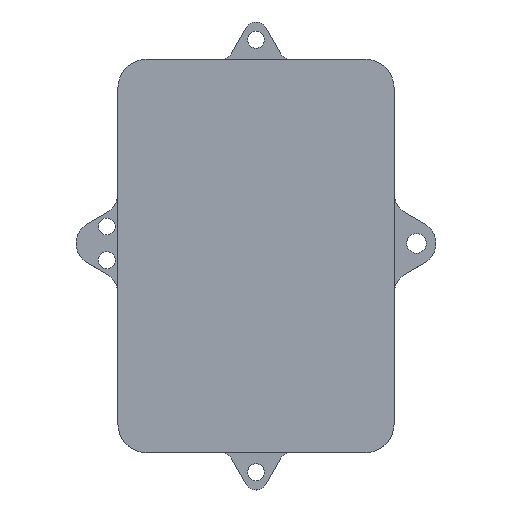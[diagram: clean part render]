
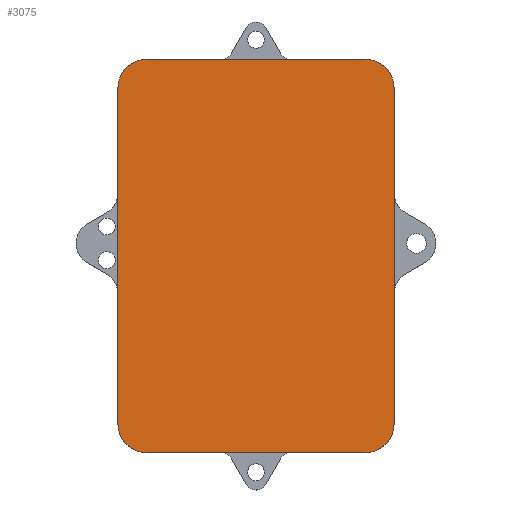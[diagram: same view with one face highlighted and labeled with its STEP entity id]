
A CAD part, top view. The second image highlights one B-rep face of the part: STEP entity #3075.
In plain terms, the highlighted planar face has unit normal (0, 0, 1).
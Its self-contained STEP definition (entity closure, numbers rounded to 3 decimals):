
#35 = FACE_OUTER_BOUND ( 'NONE', #3369, .T. ) ;
#39 = VERTEX_POINT ( 'NONE', #626 ) ;
#47 = LINE ( 'NONE', #1864, #963 ) ;
#58 = CARTESIAN_POINT ( 'NONE',  ( 39.888, 21.455, 6. ) ) ;
#104 = VERTEX_POINT ( 'NONE', #960 ) ;
#124 = VECTOR ( 'NONE', #152, 1000. ) ;
#152 = DIRECTION ( 'NONE',  ( 0., 1., 0. ) ) ;
#175 = EDGE_CURVE ( 'NONE', #3199, #104, #1639, .T. ) ;
#226 = VECTOR ( 'NONE', #2798, 1000. ) ;
#239 = ORIENTED_EDGE ( 'NONE', *, *, #2236, .T. ) ;
#241 = ORIENTED_EDGE ( 'NONE', *, *, #3728, .T. ) ;
#362 = CARTESIAN_POINT ( 'NONE',  ( 0.778, 26.455, 6. ) ) ;
#403 = CIRCLE ( 'NONE', #889, 5. ) ;
#516 = CIRCLE ( 'NONE', #886, 5. ) ;
#520 = AXIS2_PLACEMENT_3D ( 'NONE', #1197, #1790, #2370 ) ;
#566 = DIRECTION ( 'NONE',  ( 0., 0., 1. ) ) ;
#626 = CARTESIAN_POINT ( 'NONE',  ( -4.222, -38.483, 6. ) ) ;
#627 = PLANE ( 'NONE',  #520 ) ;
#692 = DIRECTION ( 'NONE',  ( 0., 0., 1. ) ) ;
#735 = EDGE_CURVE ( 'NONE', #104, #3413, #2863, .T. ) ;
#840 = EDGE_CURVE ( 'NONE', #39, #2097, #2919, .T. ) ;
#865 = DIRECTION ( 'NONE',  ( 1., 0., 0. ) ) ;
#886 = AXIS2_PLACEMENT_3D ( 'NONE', #3544, #924, #865 ) ;
#889 = AXIS2_PLACEMENT_3D ( 'NONE', #2883, #566, #3213 ) ;
#924 = DIRECTION ( 'NONE',  ( 0., 0., 1. ) ) ;
#960 = CARTESIAN_POINT ( 'NONE',  ( 44.888, 21.455, 6. ) ) ;
#963 = VECTOR ( 'NONE', #1211, 1000. ) ;
#1194 = CARTESIAN_POINT ( 'NONE',  ( 39.888, -43.483, 6. ) ) ;
#1197 = CARTESIAN_POINT ( 'NONE',  ( 0.778, -38.483, 6. ) ) ;
#1211 = DIRECTION ( 'NONE',  ( -1., 0., 0. ) ) ;
#1298 = ORIENTED_EDGE ( 'NONE', *, *, #840, .T. ) ;
#1609 = ORIENTED_EDGE ( 'NONE', *, *, #3440, .T. ) ;
#1639 = LINE ( 'NONE', #2145, #124 ) ;
#1731 = DIRECTION ( 'NONE',  ( 0., 0., 1. ) ) ;
#1745 = ORIENTED_EDGE ( 'NONE', *, *, #2930, .T. ) ;
#1790 = DIRECTION ( 'NONE',  ( 0., 0., 1. ) ) ;
#1864 = CARTESIAN_POINT ( 'NONE',  ( 0.778, 26.455, 6. ) ) ;
#2097 = VERTEX_POINT ( 'NONE', #2967 ) ;
#2145 = CARTESIAN_POINT ( 'NONE',  ( 44.888, -15.192, 6. ) ) ;
#2175 = ORIENTED_EDGE ( 'NONE', *, *, #175, .T. ) ;
#2202 = ORIENTED_EDGE ( 'NONE', *, *, #735, .T. ) ;
#2236 = EDGE_CURVE ( 'NONE', #3166, #3199, #516, .T. ) ;
#2286 = CARTESIAN_POINT ( 'NONE',  ( 39.888, 26.455, 6. ) ) ;
#2370 = DIRECTION ( 'NONE',  ( 1., 0., 0. ) ) ;
#2501 = AXIS2_PLACEMENT_3D ( 'NONE', #58, #692, #3007 ) ;
#2567 = CARTESIAN_POINT ( 'NONE',  ( -4.222, 2.664, 6. ) ) ;
#2708 = VERTEX_POINT ( 'NONE', #362 ) ;
#2798 = DIRECTION ( 'NONE',  ( 0., -1., 0. ) ) ;
#2836 = CARTESIAN_POINT ( 'NONE',  ( 0.778, -38.483, 6. ) ) ;
#2863 = CIRCLE ( 'NONE', #2501, 5. ) ;
#2883 = CARTESIAN_POINT ( 'NONE',  ( 0.778, 21.455, 6. ) ) ;
#2900 = CARTESIAN_POINT ( 'NONE',  ( -4.222, 21.455, 6. ) ) ;
#2919 = CIRCLE ( 'NONE', #3355, 5. ) ;
#2930 = EDGE_CURVE ( 'NONE', #3494, #39, #3679, .T. ) ;
#2967 = CARTESIAN_POINT ( 'NONE',  ( 0.778, -43.483, 6. ) ) ;
#3007 = DIRECTION ( 'NONE',  ( 1., 0., 0. ) ) ;
#3052 = EDGE_CURVE ( 'NONE', #2708, #3494, #403, .T. ) ;
#3060 = CARTESIAN_POINT ( 'NONE',  ( 44.888, -38.483, 6. ) ) ;
#3075 = ADVANCED_FACE ( 'NONE', ( #35 ), #627, .T. ) ;
#3124 = DIRECTION ( 'NONE',  ( 1., 0., 0. ) ) ;
#3166 = VERTEX_POINT ( 'NONE', #3348 ) ;
#3185 = ORIENTED_EDGE ( 'NONE', *, *, #3052, .T. ) ;
#3199 = VERTEX_POINT ( 'NONE', #3060 ) ;
#3213 = DIRECTION ( 'NONE',  ( 1., 0., 0. ) ) ;
#3243 = DIRECTION ( 'NONE',  ( 1., 0., 0. ) ) ;
#3266 = VECTOR ( 'NONE', #3243, 1000. ) ;
#3348 = CARTESIAN_POINT ( 'NONE',  ( 39.888, -43.483, 6. ) ) ;
#3355 = AXIS2_PLACEMENT_3D ( 'NONE', #2836, #1731, #3124 ) ;
#3369 = EDGE_LOOP ( 'NONE', ( #1298, #1609, #239, #2175, #2202, #241, #3185, #1745 ) ) ;
#3413 = VERTEX_POINT ( 'NONE', #2286 ) ;
#3440 = EDGE_CURVE ( 'NONE', #2097, #3166, #3747, .T. ) ;
#3494 = VERTEX_POINT ( 'NONE', #2900 ) ;
#3544 = CARTESIAN_POINT ( 'NONE',  ( 39.888, -38.483, 6. ) ) ;
#3679 = LINE ( 'NONE', #2567, #226 ) ;
#3728 = EDGE_CURVE ( 'NONE', #3413, #2708, #47, .T. ) ;
#3747 = LINE ( 'NONE', #1194, #3266 ) ;
